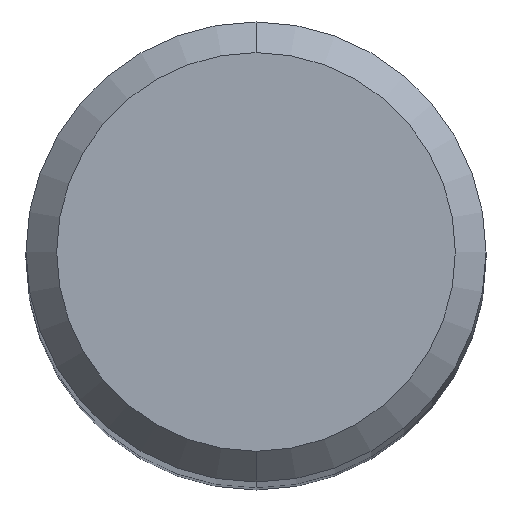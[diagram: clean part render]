
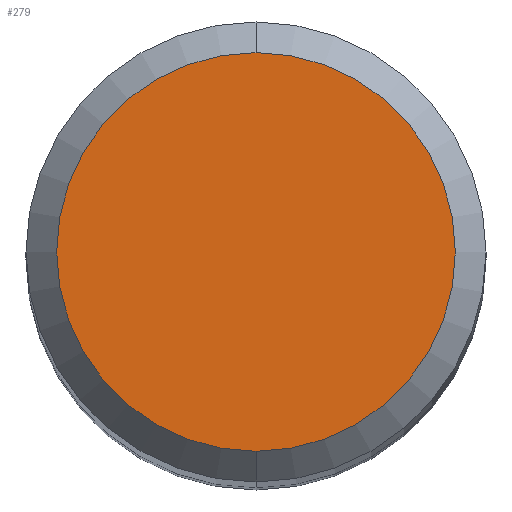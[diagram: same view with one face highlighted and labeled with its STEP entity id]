
A CAD part, top view. The second image highlights one B-rep face of the part: STEP entity #279.
In plain terms, the highlighted planar face has unit normal (0, 0, 1).
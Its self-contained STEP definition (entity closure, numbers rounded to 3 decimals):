
#153=VERTEX_POINT('',#404);
#279=ADVANCED_FACE('',(#543),#544,.T.);
#319=EDGE_CURVE('',#153,#373,#586,.T.);
#359=EDGE_CURVE('',#373,#153,#630,.T.);
#373=VERTEX_POINT('',#646);
#404=CARTESIAN_POINT('',(0.,-2.6,0.0));
#543=FACE_OUTER_BOUND('',#976,.T.);
#544=PLANE('',#977);
#586=CIRCLE('',#1031,2.6);
#630=CIRCLE('',#1144,2.6);
#646=CARTESIAN_POINT('',(0.0,2.6,0.0));
#976=EDGE_LOOP('',(#1366,#1367));
#977=AXIS2_PLACEMENT_3D('',#1368,#1369,#1370);
#1031=AXIS2_PLACEMENT_3D('',#1411,#1412,#1413);
#1144=AXIS2_PLACEMENT_3D('',#1459,#1460,#1461);
#1366=ORIENTED_EDGE('',*,*,#359,.F.);
#1367=ORIENTED_EDGE('',*,*,#319,.F.);
#1368=CARTESIAN_POINT('',(0.0,1.3,0.0));
#1369=DIRECTION('',(-0.0,0.0,1.0));
#1370=DIRECTION('',(0.0,-1.0,0.0));
#1411=CARTESIAN_POINT('',(0.0,0.0,0.0));
#1412=DIRECTION('',(0.0,0.0,-1.0));
#1413=DIRECTION('',(0.0,1.0,0.0));
#1459=CARTESIAN_POINT('',(0.0,0.0,0.0));
#1460=DIRECTION('',(0.0,0.0,-1.0));
#1461=DIRECTION('',(0.0,1.0,0.0));
